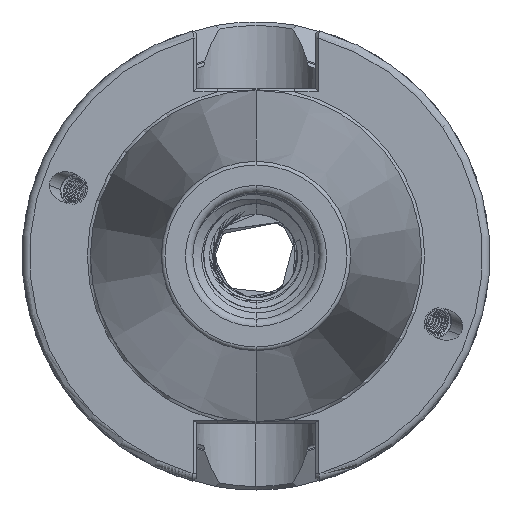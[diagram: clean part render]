
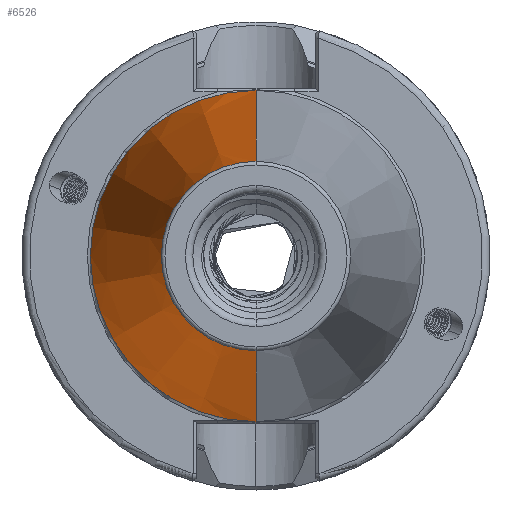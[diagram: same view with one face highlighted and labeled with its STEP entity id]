
A CAD part, left-side view. The second image highlights one B-rep face of the part: STEP entity #6526.
In plain terms, the highlighted conical face has half-angle 8.297 degrees and reference radius 22.298 mm.
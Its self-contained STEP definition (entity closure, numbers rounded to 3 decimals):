
#753 = EDGE_LOOP ( 'NONE', ( #3715, #3717, #3716, #3718 ) ) ;
#842 = VERTEX_POINT ( 'NONE', #3980 ) ;
#843 = VERTEX_POINT ( 'NONE', #3981 ) ;
#844 = VERTEX_POINT ( 'NONE', #3982 ) ;
#845 = VERTEX_POINT ( 'NONE', #3983 ) ;
#3715 = ORIENTED_EDGE ( 'NONE', *, *, #6485, .T. ) ;
#3716 = ORIENTED_EDGE ( 'NONE', *, *, #6482, .F. ) ;
#3717 = ORIENTED_EDGE ( 'NONE', *, *, #6484, .T. ) ;
#3718 = ORIENTED_EDGE ( 'NONE', *, *, #6486, .F. ) ;
#3980 = CARTESIAN_POINT ( 'NONE',  ( -1.5, 0., -22.298 ) ) ;
#3981 = CARTESIAN_POINT ( 'NONE',  ( -1.5, 0., 22.298 ) ) ;
#3982 = CARTESIAN_POINT ( 'NONE',  ( -66.972, 0., -12.75 ) ) ;
#3983 = CARTESIAN_POINT ( 'NONE',  ( -66.972, 0., 12.75 ) ) ;
#4873 = CARTESIAN_POINT ( 'NONE',  ( -1.5, 0., 0. ) ) ;
#4874 = DIRECTION ( 'NONE',  ( 1., 0., 0. ) ) ;
#4875 = DIRECTION ( 'NONE',  ( 0., 0., -1. ) ) ;
#4876 = CARTESIAN_POINT ( 'NONE',  ( -66.972, 0., 0. ) ) ;
#4880 = LINE ( 'NONE', #4881, #5542 ) ;
#4881 = CARTESIAN_POINT ( 'NONE',  ( -1.5, 0., 22.298 ) ) ;
#4882 = DIRECTION ( 'NONE',  ( 0.99, 0., 0.144 ) ) ;
#4883 = DIRECTION ( 'NONE',  ( 1., 0., 0. ) ) ;
#4884 = DIRECTION ( 'NONE',  ( 0., 0., -1. ) ) ;
#4886 = LINE ( 'NONE', #4887, #5544 ) ;
#4887 = CARTESIAN_POINT ( 'NONE',  ( -1.5, 0., -22.298 ) ) ;
#4888 = DIRECTION ( 'NONE',  ( 0.99, 0., -0.144 ) ) ;
#5049 = CARTESIAN_POINT ( 'NONE',  ( -1.5, 0., 0. ) ) ;
#5050 = DIRECTION ( 'NONE',  ( 1., 0., 0. ) ) ;
#5051 = DIRECTION ( 'NONE',  ( 0., 0., -1. ) ) ;
#5534 = AXIS2_PLACEMENT_3D ( 'NONE', #4873, #4874, #4875 ) ;
#5541 = AXIS2_PLACEMENT_3D ( 'NONE', #4876, #4883, #4884 ) ;
#5542 = VECTOR ( 'NONE', #4882, 1000. ) ;
#5544 = VECTOR ( 'NONE', #4888, 1000. ) ;
#5611 = FACE_OUTER_BOUND ( 'NONE', #753, .T. ) ;
#5614 = AXIS2_PLACEMENT_3D ( 'NONE', #5049, #5050, #5051 ) ;
#6482 = EDGE_CURVE ( 'NONE', #842, #843, #6639, .T. ) ;
#6484 = EDGE_CURVE ( 'NONE', #845, #843, #4880, .T. ) ;
#6485 = EDGE_CURVE ( 'NONE', #844, #845, #6640, .T. ) ;
#6486 = EDGE_CURVE ( 'NONE', #844, #842, #4886, .T. ) ;
#6526 = ADVANCED_FACE ( 'NONE', ( #5611 ), #6657, .T. ) ;
#6639 = CIRCLE ( 'NONE', #5534, 22.298 ) ;
#6640 = CIRCLE ( 'NONE', #5541, 12.75 ) ;
#6657 = CONICAL_SURFACE ( 'NONE', #5614, 22.298, 0.145 ) ;
